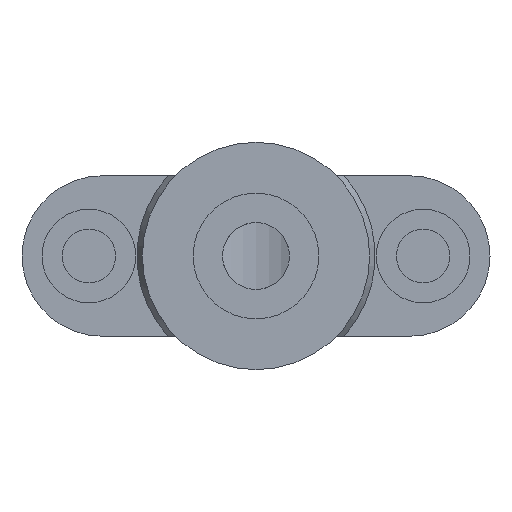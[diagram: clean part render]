
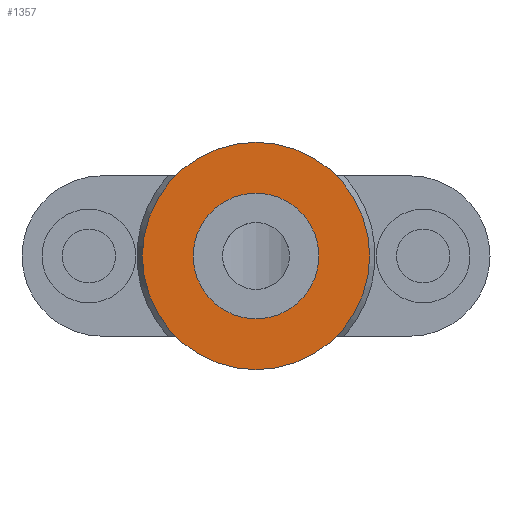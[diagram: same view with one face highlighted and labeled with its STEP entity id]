
A CAD part, front view. The second image highlights one B-rep face of the part: STEP entity #1357.
In plain terms, the highlighted planar face has unit normal (0, -1, 0).
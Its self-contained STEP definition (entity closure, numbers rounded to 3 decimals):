
#51 = DIRECTION ( 'NONE',  ( 0., 1., 0. ) ) ;
#95 = DIRECTION ( 'NONE',  ( 0., 0., 1. ) ) ;
#96 = EDGE_LOOP ( 'NONE', ( #899, #558 ) ) ;
#103 = DIRECTION ( 'NONE',  ( 0., 1., 0. ) ) ;
#139 = CARTESIAN_POINT ( 'NONE',  ( 0., -16., 0. ) ) ;
#195 = VERTEX_POINT ( 'NONE', #874 ) ;
#238 = PLANE ( 'NONE',  #1086 ) ;
#401 = CARTESIAN_POINT ( 'NONE',  ( 0., -16., 0. ) ) ;
#558 = ORIENTED_EDGE ( 'NONE', *, *, #808, .F. ) ;
#607 = AXIS2_PLACEMENT_3D ( 'NONE', #139, #1829, #1238 ) ;
#697 = CIRCLE ( 'NONE', #1287, 8.5 ) ;
#737 = CIRCLE ( 'NONE', #607, 4.7 ) ;
#808 = EDGE_CURVE ( 'NONE', #882, #1354, #1748, .T. ) ;
#815 = DIRECTION ( 'NONE',  ( 0., 0., 1. ) ) ;
#860 = DIRECTION ( 'NONE',  ( 0., -1., 0. ) ) ;
#874 = CARTESIAN_POINT ( 'NONE',  ( 0., -16., -4.7 ) ) ;
#875 = ORIENTED_EDGE ( 'NONE', *, *, #926, .F. ) ;
#882 = VERTEX_POINT ( 'NONE', #1830 ) ;
#890 = CARTESIAN_POINT ( 'NONE',  ( 0., -16., 0. ) ) ;
#899 = ORIENTED_EDGE ( 'NONE', *, *, #935, .F. ) ;
#926 = EDGE_CURVE ( 'NONE', #1271, #195, #1097, .T. ) ;
#935 = EDGE_CURVE ( 'NONE', #1354, #882, #697, .T. ) ;
#1086 = AXIS2_PLACEMENT_3D ( 'NONE', #1547, #51, #815 ) ;
#1097 = CIRCLE ( 'NONE', #1235, 4.7 ) ;
#1116 = DIRECTION ( 'NONE',  ( 0., 0., -1. ) ) ;
#1235 = AXIS2_PLACEMENT_3D ( 'NONE', #890, #860, #1116 ) ;
#1236 = CARTESIAN_POINT ( 'NONE',  ( 0., -16., 8.5 ) ) ;
#1238 = DIRECTION ( 'NONE',  ( 0., 0., -1. ) ) ;
#1271 = VERTEX_POINT ( 'NONE', #1930 ) ;
#1287 = AXIS2_PLACEMENT_3D ( 'NONE', #401, #103, #95 ) ;
#1343 = AXIS2_PLACEMENT_3D ( 'NONE', #1379, #1462, #1488 ) ;
#1354 = VERTEX_POINT ( 'NONE', #1236 ) ;
#1357 = ADVANCED_FACE ( 'NONE', ( #1718, #1375 ), #238, .F. ) ;
#1375 = FACE_OUTER_BOUND ( 'NONE', #96, .T. ) ;
#1379 = CARTESIAN_POINT ( 'NONE',  ( 0., -16., 0. ) ) ;
#1422 = EDGE_LOOP ( 'NONE', ( #1649, #875 ) ) ;
#1462 = DIRECTION ( 'NONE',  ( 0., 1., 0. ) ) ;
#1488 = DIRECTION ( 'NONE',  ( 0., 0., 1. ) ) ;
#1543 = EDGE_CURVE ( 'NONE', #195, #1271, #737, .T. ) ;
#1547 = CARTESIAN_POINT ( 'NONE',  ( 8.5, -16., 0. ) ) ;
#1649 = ORIENTED_EDGE ( 'NONE', *, *, #1543, .F. ) ;
#1718 = FACE_BOUND ( 'NONE', #1422, .T. ) ;
#1748 = CIRCLE ( 'NONE', #1343, 8.5 ) ;
#1829 = DIRECTION ( 'NONE',  ( 0., -1., 0. ) ) ;
#1830 = CARTESIAN_POINT ( 'NONE',  ( 0., -16., -8.5 ) ) ;
#1930 = CARTESIAN_POINT ( 'NONE',  ( 0., -16., 4.7 ) ) ;
